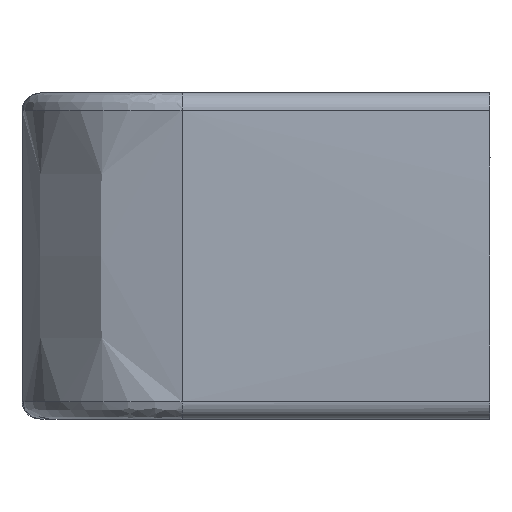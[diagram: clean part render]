
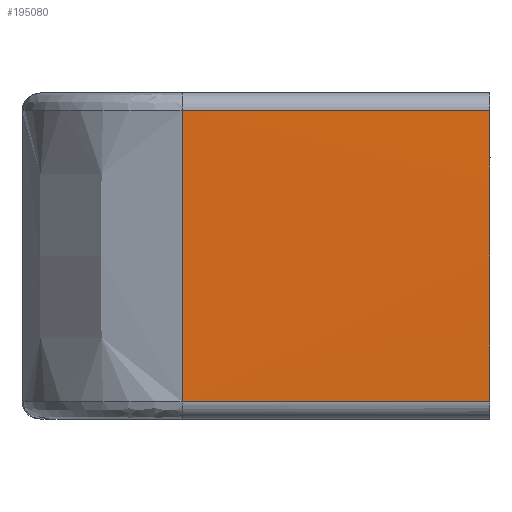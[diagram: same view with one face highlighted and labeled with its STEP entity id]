
A CAD part, left-side view. The second image highlights one B-rep face of the part: STEP entity #195080.
In plain terms, the highlighted cylindrical face has radius 202.6 mm (diameter 405.2 mm), a partial arc.
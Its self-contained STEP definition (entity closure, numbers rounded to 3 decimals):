
#42360=CARTESIAN_POINT('',(0.456,17.004,
-17.04));
#42370=VERTEX_POINT('',#42360);
#42400=CARTESIAN_POINT('',(0.456,16.998,
-17.04));
#42410=DIRECTION('',(0.017,1.,
0.));
#42420=VECTOR('',#42410,1.);
#42430=LINE('',#42400,#42420);
#42440=CARTESIAN_POINT('',(0.16,0.,-17.04));
#42450=VERTEX_POINT('',#42440);
#42460=EDGE_CURVE('',#42450,#42370,#42430,.T.);
#192840=CARTESIAN_POINT('',(0.16,0.,-0.96));
#192850=VERTEX_POINT('',#192840);
#193080=CARTESIAN_POINT('',(202.631,0.,-9.));
#193090=DIRECTION('',(0.,1.,0.));
#193100=DIRECTION('',(1.,0.,0.));
#193110=AXIS2_PLACEMENT_3D('',#193080,#193090,#193100);
#193120=ELLIPSE('',#193110,202.631,202.6);
#193130=EDGE_CURVE('',#42450,#192850,#193120,.T.);
#194660=CARTESIAN_POINT('',(202.866,13.465,
-9.));
#194670=DIRECTION('',(0.017,1.,
0.));
#194680=DIRECTION('',(0.,0.,-1.));
#194690=AXIS2_PLACEMENT_3D('',#194660,#194670,#194680);
#194700=CYLINDRICAL_SURFACE('',#194690,202.6);
#194710=ORIENTED_EDGE('',*,*,#193130,.T.);
#194720=ORIENTED_EDGE('',*,*,#42460,.F.);
#194730=CARTESIAN_POINT('',(1.084,16.394,
-26.961));
#194740=CARTESIAN_POINT('',(1.079,16.399,
-26.899));
#194750=CARTESIAN_POINT('',(1.073,16.405,
-26.837));
#194760=CARTESIAN_POINT('',(0.94,16.534,
-25.301));
#194770=CARTESIAN_POINT('',(0.828,16.643,
-23.824));
#194780=CARTESIAN_POINT('',(0.636,16.83,
-20.867));
#194790=CARTESIAN_POINT('',(0.556,16.908,
-19.386));
#194800=CARTESIAN_POINT('',(0.428,17.032,
-16.422));
#194810=CARTESIAN_POINT('',(0.38,17.079,
-14.938));
#194820=CARTESIAN_POINT('',(0.316,17.141,
-11.97));
#194830=CARTESIAN_POINT('',(0.299,17.157,
-10.485));
#194840=CARTESIAN_POINT('',(0.299,17.157,
-7.515));
#194850=CARTESIAN_POINT('',(0.316,17.141,
-6.03));
#194860=CARTESIAN_POINT('',(0.38,17.079,
-3.062));
#194870=CARTESIAN_POINT('',(0.428,17.032,
-1.578));
#194880=CARTESIAN_POINT('',(0.556,16.908,
1.386));
#194890=CARTESIAN_POINT('',(0.636,16.83,
2.867));
#194900=CARTESIAN_POINT('',(0.828,16.643,
5.824));
#194910=CARTESIAN_POINT('',(0.94,16.534,
7.301));
#194920=CARTESIAN_POINT('',(1.073,16.405,
8.837));
#194930=CARTESIAN_POINT('',(1.079,16.399,
8.899));
#194940=CARTESIAN_POINT('',(1.084,16.394,
8.961));
#194950=B_SPLINE_CURVE_WITH_KNOTS('',3,(#194730,#194740,#194750,#194760,
#194770,#194780,#194790,#194800,#194810,#194820,#194830,#194840,#194850,
#194860,#194870,#194880,#194890,#194900,#194910,#194920,#194930,#194940)
,.UNSPECIFIED.,.F.,.F.,(4,2,2,2,2,2,2,2,2,2,4),(53.203,
53.391,57.845,62.299,66.754,
71.208,75.663,80.118,84.572,
89.026,89.214),.UNSPECIFIED.);
#194960=CARTESIAN_POINT('',(0.456,17.004,
-0.96));
#194970=VERTEX_POINT('',#194960);
#194980=EDGE_CURVE('',#42370,#194970,#194950,.T.);
#194990=ORIENTED_EDGE('',*,*,#194980,.F.);
#195000=CARTESIAN_POINT('',(0.456,16.998,
-0.96));
#195010=DIRECTION('',(0.017,1.,
0.));
#195020=VECTOR('',#195010,1.);
#195030=LINE('',#195000,#195020);
#195040=EDGE_CURVE('',#192850,#194970,#195030,.T.);
#195050=ORIENTED_EDGE('',*,*,#195040,.T.);
#195060=EDGE_LOOP('',(#195050,#194990,#194720,#194710));
#195070=FACE_OUTER_BOUND('',#195060,.T.);
#195080=ADVANCED_FACE('',(#195070),#194700,.T.);
